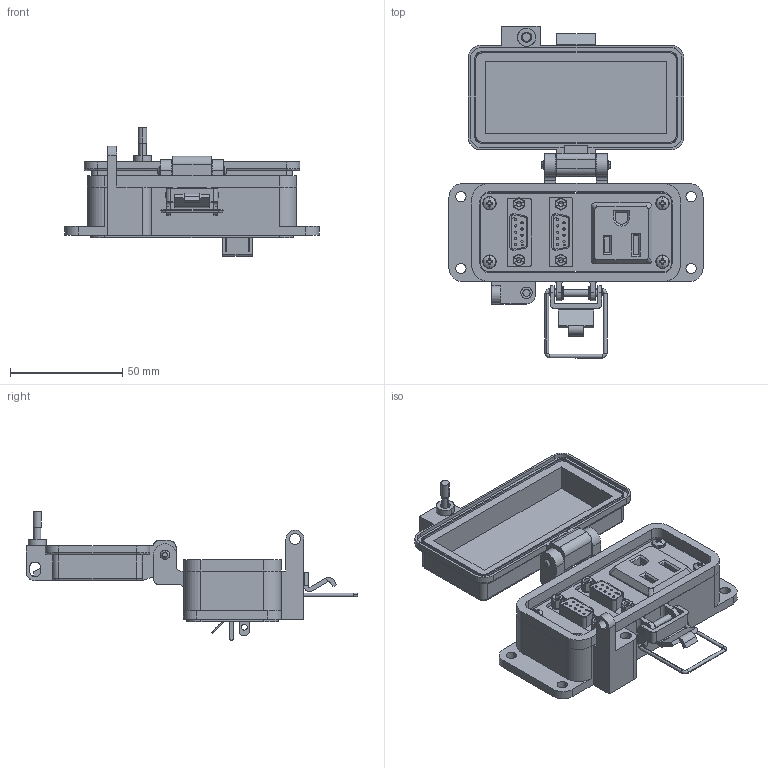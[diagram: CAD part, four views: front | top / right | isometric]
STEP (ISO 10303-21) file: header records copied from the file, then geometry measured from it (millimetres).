
FILE_DESCRIPTION (( 'STEP AP203' ), '1' );
FILE_NAME ('P-Q7#2-F3R0_3D.STEP', '2021-09-21T14:57:21', ( '' ), ( '' ), 'SwSTEP 2.0', 'SolidWorks 2019', '' );
FILE_SCHEMA (( 'CONFIG_CONTROL_DESIGN' ));
Length unit declared in the file: millimetre
Products named in the file (14): -F3; P-Q7#2-F3R0_FP060_1; P-Q7#2-F3R0_BP240_1; Z-H-F3_B; Q7; Z-200-OTLT-R0SQ; Z-000-4243316TFP; Z-001-SPR3_16HX; P-Q7#2-F3R0_3D; Z-BULK-DB9MF; R; 92005A124_METRIC PAN HEAD PHILLIPS MACHINE SCREW_92005A124; P-Q7#2-F3R0_TP060_1
Assembly tree (20 placements, depth 3):
  P-Q7#2-F3R0_3D
    P-Q7#2-F3R0_BP240_1
    P-Q7#2-F3R0_TP060_1
    Z-000-4243316TFP
    Q7
      Z-BULK-DB9MF
      Z-001-SPR3_16HX  x2
    Q7
      Z-BULK-DB9MF
      Z-001-SPR3_16HX  x2
    P-Q7#2-F3R0_FP060_1
    R
      Z-200-OTLT-R0SQ
    -F3
      Z-H-F3_B
    92005A124_METRIC PAN HEAD PHILLIPS MACHINE SCREW_92005A124  x4
Bounding box: 113 x 147.61 x 57.27 mm (x, y, z)
Volume: 95728.5 mm3; surface area: 76605.1 mm2
Topology: 33 solids, 33 shells, 2504 faces, 6681 edges, 4324 vertices
Faces by surface type: cylinder 1155, plane 911, bspline 216, cone 198, torus 16, sphere 8
Entity records: 53966 total; most frequent: CARTESIAN_POINT 17541, ORIENTED_EDGE 7706, DIRECTION 6653, EDGE_CURVE 3853, VERTEX_POINT 2513, AXIS2_PLACEMENT_3D 2219, VECTOR 2215, LINE 2215
